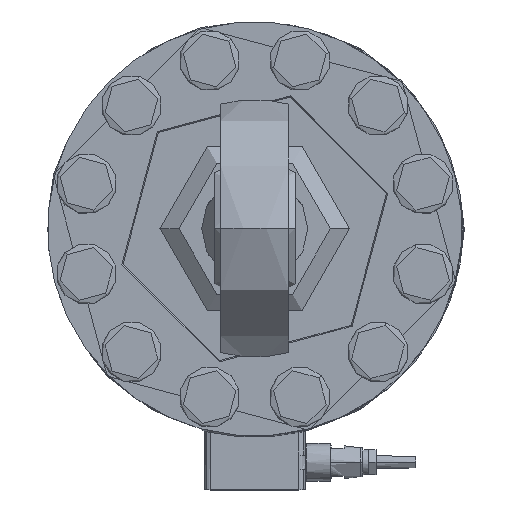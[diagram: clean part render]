
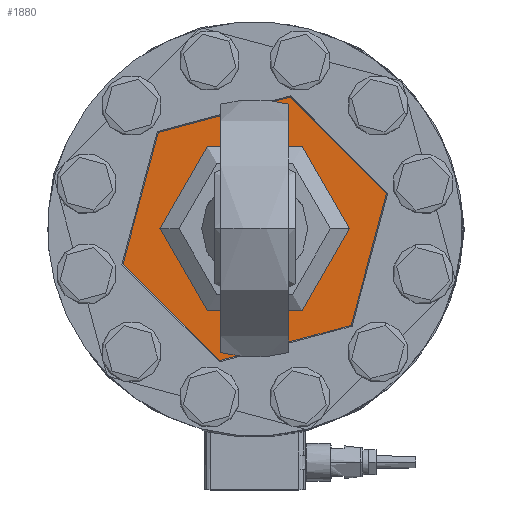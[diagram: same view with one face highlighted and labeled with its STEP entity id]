
A CAD part, top view. The second image highlights one B-rep face of the part: STEP entity #1880.
In plain terms, the highlighted planar face has unit normal (0, 0, 1).
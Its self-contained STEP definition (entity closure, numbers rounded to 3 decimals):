
#1880=ADVANCED_FACE('0:504',(#3614,#3615),#3616,.F.);
#3614=FACE_OUTER_BOUND('',#5413,.T.);
#3615=FACE_BOUND('',#5414,.T.);
#3616=PLANE('',#5415);
#5413=EDGE_LOOP('',(#9850,#9851));
#5414=EDGE_LOOP('',(#9852,#9853));
#5415=AXIS2_PLACEMENT_3D('',#9854,#9855,#9856);
#9850=ORIENTED_EDGE('',*,*,#11032,.F.);
#9851=ORIENTED_EDGE('',*,*,#11667,.F.);
#9852=ORIENTED_EDGE('',*,*,#10031,.T.);
#9853=ORIENTED_EDGE('',*,*,#11535,.T.);
#9854=CARTESIAN_POINT('',(-10.987,-21.273,42.6));
#9855=DIRECTION('',(0.0,0.,-1.0));
#9856=DIRECTION('',(0.0,-1.0,0.));
#10031=EDGE_CURVE('0:1599',#11765,#11763,#11766,.T.);
#11032=EDGE_CURVE('0:1689',#13368,#13366,#13370,.T.);
#11535=EDGE_CURVE('',#11763,#11765,#13997,.T.);
#11667=EDGE_CURVE('',#13366,#13368,#14142,.T.);
#11763=VERTEX_POINT('',#14247);
#11765=VERTEX_POINT('',#14250);
#11766=CIRCLE('',#14251,30.9);
#13366=VERTEX_POINT('',#16943);
#13368=VERTEX_POINT('',#16946);
#13370=CIRCLE('',#16949,54.0);
#13997=CIRCLE('',#18088,30.9);
#14142=CIRCLE('',#18317,54.0);
#14247=CARTESIAN_POINT('',(-7.998,-10.116,42.6));
#14250=CARTESIAN_POINT('',(7.998,49.578,42.6));
#14251=AXIS2_PLACEMENT_3D('',#18437,#18438,#18439);
#16943=CARTESIAN_POINT('',(-13.976,-32.429,42.6));
#16946=CARTESIAN_POINT('',(13.976,71.891,42.6));
#16949=AXIS2_PLACEMENT_3D('',#19669,#19670,#19671);
#18088=AXIS2_PLACEMENT_3D('',#20103,#20104,#20105);
#18317=AXIS2_PLACEMENT_3D('',#20184,#20185,#20186);
#18437=CARTESIAN_POINT('',(0.0,19.731,42.6));
#18438=DIRECTION('',(0.,0.,-1.0));
#18439=DIRECTION('',(-0.259,-0.966,0.));
#19669=CARTESIAN_POINT('',(0.0,19.731,42.6));
#19670=DIRECTION('',(0.,0.,-1.0));
#19671=DIRECTION('',(-0.259,-0.966,0.));
#20103=CARTESIAN_POINT('',(0.0,19.731,42.6));
#20104=DIRECTION('',(0.,0.,-1.0));
#20105=DIRECTION('',(-0.259,-0.966,0.));
#20184=CARTESIAN_POINT('',(0.0,19.731,42.6));
#20185=DIRECTION('',(0.,0.,-1.0));
#20186=DIRECTION('',(-0.259,-0.966,0.));
